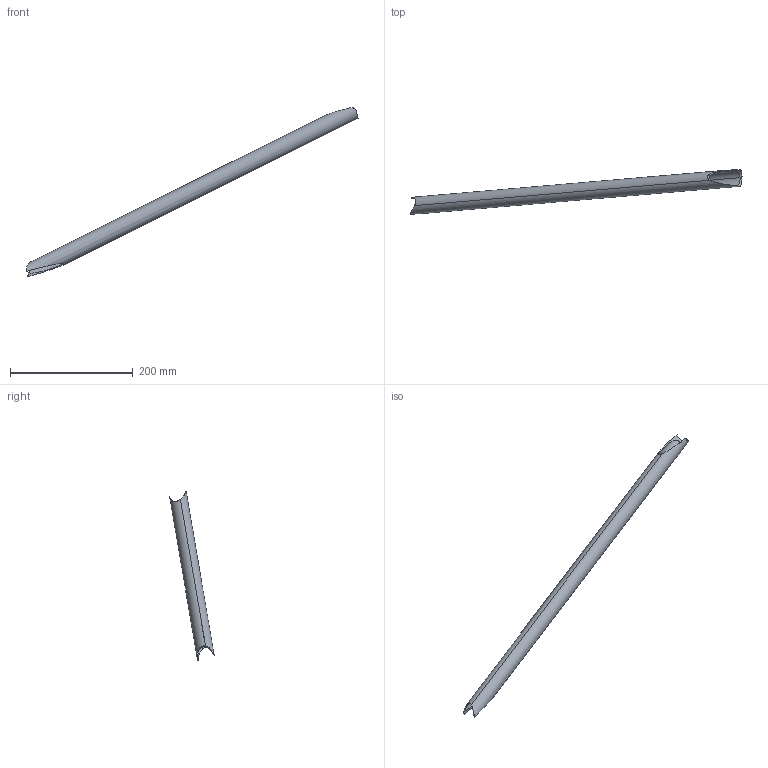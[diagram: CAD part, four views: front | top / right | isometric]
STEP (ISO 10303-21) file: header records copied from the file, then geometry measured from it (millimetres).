
FILE_DESCRIPTION(('STEP AP214'),'1');
FILE_NAME('29.stp','2019-12-01T19:03:57',(' '),(' '),'Spatial InterOp 3D',' ',' ');
FILE_SCHEMA(('AUTOMOTIVE_DESIGN { 1 0 10303 214 1 1 1 1 }'));
Length unit declared in the file: metre
Products named in the file (1): PartBody/Trim.2
Bounding box: 540.82 x 72.26 x 276.37 mm (x, y, z)
Volume: 69476.6 mm3; surface area: 93475.4 mm2
Topology: 1 solids, 1 shells, 11 faces, 31 edges, 21 vertices
Faces by surface type: cylinder 11
Entity records: 1839 total; most frequent: CARTESIAN_POINT 1354, ORIENTED_EDGE 62, STYLED_ITEM 36, PRESENTATION_STYLE_ASSIGNMENT 36, COLOUR_RGB 36, DIRECTION 35, EDGE_CURVE 31, CURVE_STYLE 24
